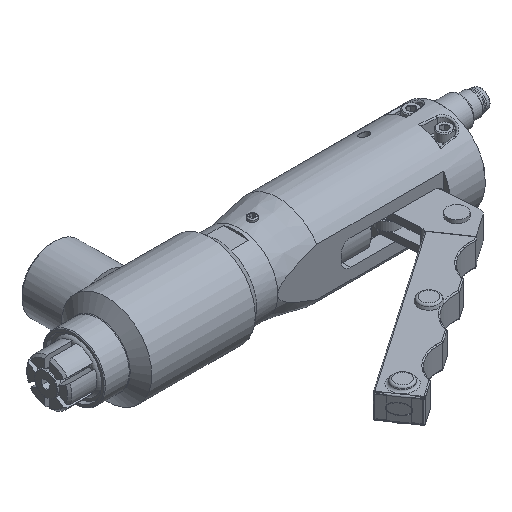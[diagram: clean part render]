
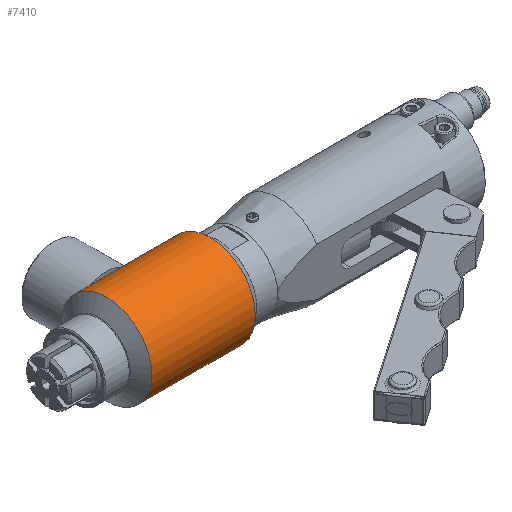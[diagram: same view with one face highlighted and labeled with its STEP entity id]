
A CAD part, isometric view. The second image highlights one B-rep face of the part: STEP entity #7410.
In plain terms, the highlighted cylindrical face has radius 15.875 mm (diameter 31.75 mm), a full revolution.
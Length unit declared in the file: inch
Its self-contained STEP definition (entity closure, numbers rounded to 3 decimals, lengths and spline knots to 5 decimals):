
#97=FACE_BOUND('',#1212,.T.);
#363=CYLINDRICAL_SURFACE('',#8120,0.625);
#464=B_SPLINE_CURVE_WITH_KNOTS('',3,(#12970,#12971,#12972,#12973,#12974,
#12975,#12976,#12977,#12978,#12979,#12980,#12981,#12982,#12983,#12984,#12985,
#12986,#12987),.UNSPECIFIED.,.F.,.F.,(4,2,2,2,2,2,2,2,4),(4.19802,
4.53536,4.98433,5.20881,5.4333,5.65778,
5.88227,6.33124,6.66858),.UNSPECIFIED.);
#465=B_SPLINE_CURVE_WITH_KNOTS('',3,(#12990,#12991,#12992,#12993,#12994,
#12995,#12996,#12997,#12998,#12999,#13000,#13001,#13002,#13003,#13004,#13005,
#13006,#13007),.UNSPECIFIED.,.F.,.F.,(4,2,2,2,2,2,2,2,4),(0.57582,
0.91316,1.36213,1.58661,1.8111,2.03558,
2.26007,2.70904,3.04638),.UNSPECIFIED.);
#771=FACE_OUTER_BOUND('',#1211,.T.);
#1211=EDGE_LOOP('',(#5938,#5939,#5940,#5941,#5942,#5943,#5944));
#1212=EDGE_LOOP('',(#5945,#5946,#5947,#5948));
#1688=CIRCLE('',#8083,0.625);
#1689=CIRCLE('',#8084,0.625);
#1691=CIRCLE('',#8091,0.625);
#1692=CIRCLE('',#8092,0.625);
#1696=CIRCLE('',#8096,0.625);
#2181=LINE('',#12965,#2657);
#2182=LINE('',#12968,#2658);
#2183=LINE('',#12989,#2659);
#2657=VECTOR('',#9810,0.625);
#2658=VECTOR('',#9811,0.3937);
#2659=VECTOR('',#9812,0.3937);
#3266=VERTEX_POINT('',#12894);
#3267=VERTEX_POINT('',#12896);
#3268=VERTEX_POINT('',#12907);
#3269=VERTEX_POINT('',#12908);
#3270=VERTEX_POINT('',#12910);
#3288=VERTEX_POINT('',#12966);
#3289=VERTEX_POINT('',#12967);
#3290=VERTEX_POINT('',#12969);
#3291=VERTEX_POINT('',#12988);
#4177=EDGE_CURVE('',#3266,#3267,#1688,.T.);
#4178=EDGE_CURVE('',#3267,#3266,#1689,.T.);
#4182=EDGE_CURVE('',#3268,#3269,#1691,.T.);
#4183=EDGE_CURVE('',#3270,#3268,#1692,.T.);
#4188=EDGE_CURVE('',#3269,#3270,#1696,.T.);
#4211=EDGE_CURVE('',#3266,#3269,#2181,.T.);
#4212=EDGE_CURVE('',#3288,#3289,#2182,.T.);
#4213=EDGE_CURVE('',#3289,#3290,#464,.T.);
#4214=EDGE_CURVE('',#3290,#3291,#2183,.T.);
#4215=EDGE_CURVE('',#3291,#3288,#465,.T.);
#5938=ORIENTED_EDGE('',*,*,#4178,.F.);
#5939=ORIENTED_EDGE('',*,*,#4177,.F.);
#5940=ORIENTED_EDGE('',*,*,#4211,.T.);
#5941=ORIENTED_EDGE('',*,*,#4188,.T.);
#5942=ORIENTED_EDGE('',*,*,#4183,.T.);
#5943=ORIENTED_EDGE('',*,*,#4182,.T.);
#5944=ORIENTED_EDGE('',*,*,#4211,.F.);
#5945=ORIENTED_EDGE('',*,*,#4212,.T.);
#5946=ORIENTED_EDGE('',*,*,#4213,.T.);
#5947=ORIENTED_EDGE('',*,*,#4214,.T.);
#5948=ORIENTED_EDGE('',*,*,#4215,.T.);
#7410=ADVANCED_FACE('',(#771,#97),#363,.T.);
#8083=AXIS2_PLACEMENT_3D('',#12897,#9724,#9725);
#8084=AXIS2_PLACEMENT_3D('',#12898,#9726,#9727);
#8091=AXIS2_PLACEMENT_3D('',#12909,#9742,#9743);
#8092=AXIS2_PLACEMENT_3D('',#12911,#9744,#9745);
#8096=AXIS2_PLACEMENT_3D('',#12919,#9753,#9754);
#8120=AXIS2_PLACEMENT_3D('',#12964,#9808,#9809);
#9724=DIRECTION('center_axis',(1.,0.,0.));
#9725=DIRECTION('ref_axis',(0.,0.,
-1.));
#9726=DIRECTION('center_axis',(1.,0.,0.));
#9727=DIRECTION('ref_axis',(0.,0.,
-1.));
#9742=DIRECTION('center_axis',(1.,0.,0.));
#9743=DIRECTION('ref_axis',(0.,1.,0.));
#9744=DIRECTION('center_axis',(1.,0.,0.));
#9745=DIRECTION('ref_axis',(0.,1.,0.));
#9753=DIRECTION('center_axis',(1.,0.,0.));
#9754=DIRECTION('ref_axis',(0.,1.,0.));
#9808=DIRECTION('center_axis',(1.,0.,0.));
#9809=DIRECTION('ref_axis',(0.,0.,
-1.));
#9810=DIRECTION('',(-1.,0.,0.));
#9811=DIRECTION('',(-1.,0.,0.));
#9812=DIRECTION('',(1.,0.,0.));
#12894=CARTESIAN_POINT('',(0.04,0.,0.625));
#12896=CARTESIAN_POINT('',(0.04,0.,-0.625));
#12897=CARTESIAN_POINT('Origin',(0.04,0.,
0.));
#12898=CARTESIAN_POINT('Origin',(0.04,0.,
0.));
#12907=CARTESIAN_POINT('',(-1.39299,0.625,0.));
#12908=CARTESIAN_POINT('',(-1.39299,0.,0.625));
#12909=CARTESIAN_POINT('Origin',(-1.39299,0.,
0.));
#12910=CARTESIAN_POINT('',(-1.39299,-0.625,0.));
#12911=CARTESIAN_POINT('Origin',(-1.39299,0.,
0.));
#12919=CARTESIAN_POINT('Origin',(-1.39299,0.,
0.));
#12964=CARTESIAN_POINT('Origin',(-0.1525,0.,
0.));
#12965=CARTESIAN_POINT('',(-0.1525,0.,0.625));
#12966=CARTESIAN_POINT('',(-0.69297,0.485,0.39421));
#12967=CARTESIAN_POINT('',(-1.12703,0.485,0.39421));
#12968=CARTESIAN_POINT('',(-0.869,0.485,0.39421));
#12969=CARTESIAN_POINT('',(-1.12703,0.485,-0.39421));
#12970=CARTESIAN_POINT('Ctrl Pts',(-1.12703,0.485,0.39421));
#12971=CARTESIAN_POINT('Ctrl Pts',(-1.16505,0.50202,
0.37327));
#12972=CARTESIAN_POINT('Ctrl Pts',(-1.19932,0.52085,0.34708));
#12973=CARTESIAN_POINT('Ctrl Pts',(-1.26663,0.56067,
0.27976));
#12974=CARTESIAN_POINT('Ctrl Pts',(-1.30101,0.58372,
0.23065));
#12975=CARTESIAN_POINT('Ctrl Pts',(-1.33606,0.60793,
0.14788));
#12976=CARTESIAN_POINT('Ctrl Pts',(-1.34509,0.61434,
0.11878));
#12977=CARTESIAN_POINT('Ctrl Pts',(-1.35706,0.62287,
0.05957));
#12978=CARTESIAN_POINT('Ctrl Pts',(-1.36,0.625,0.02946));
#12979=CARTESIAN_POINT('Ctrl Pts',(-1.36,0.625,-0.02946));
#12980=CARTESIAN_POINT('Ctrl Pts',(-1.35706,0.62287,
-0.05957));
#12981=CARTESIAN_POINT('Ctrl Pts',(-1.34509,0.61434,
-0.11878));
#12982=CARTESIAN_POINT('Ctrl Pts',(-1.33606,0.60793,
-0.14788));
#12983=CARTESIAN_POINT('Ctrl Pts',(-1.30101,0.58372,
-0.23065));
#12984=CARTESIAN_POINT('Ctrl Pts',(-1.26663,0.56067,
-0.27976));
#12985=CARTESIAN_POINT('Ctrl Pts',(-1.19932,0.52085,-0.34708));
#12986=CARTESIAN_POINT('Ctrl Pts',(-1.16505,0.50202,
-0.37327));
#12987=CARTESIAN_POINT('Ctrl Pts',(-1.12703,0.485,
-0.39421));
#12988=CARTESIAN_POINT('',(-0.69297,0.485,-0.39421));
#12989=CARTESIAN_POINT('',(-0.869,0.485,-0.39421));
#12990=CARTESIAN_POINT('Ctrl Pts',(-0.69297,0.485,
-0.39421));
#12991=CARTESIAN_POINT('Ctrl Pts',(-0.65495,0.50202,
-0.37327));
#12992=CARTESIAN_POINT('Ctrl Pts',(-0.62068,0.52085,
-0.34708));
#12993=CARTESIAN_POINT('Ctrl Pts',(-0.55337,0.56067,
-0.27976));
#12994=CARTESIAN_POINT('Ctrl Pts',(-0.51899,0.58372,
-0.23065));
#12995=CARTESIAN_POINT('Ctrl Pts',(-0.48394,0.60793,
-0.14788));
#12996=CARTESIAN_POINT('Ctrl Pts',(-0.47491,0.61434,
-0.11878));
#12997=CARTESIAN_POINT('Ctrl Pts',(-0.46294,0.62287,
-0.05957));
#12998=CARTESIAN_POINT('Ctrl Pts',(-0.46,0.625,-0.02946));
#12999=CARTESIAN_POINT('Ctrl Pts',(-0.46,0.625,0.02946));
#13000=CARTESIAN_POINT('Ctrl Pts',(-0.46294,0.62287,
0.05957));
#13001=CARTESIAN_POINT('Ctrl Pts',(-0.47491,0.61434,
0.11878));
#13002=CARTESIAN_POINT('Ctrl Pts',(-0.48394,0.60793,
0.14788));
#13003=CARTESIAN_POINT('Ctrl Pts',(-0.51899,0.58372,
0.23065));
#13004=CARTESIAN_POINT('Ctrl Pts',(-0.55337,0.56067,
0.27976));
#13005=CARTESIAN_POINT('Ctrl Pts',(-0.62068,0.52085,
0.34708));
#13006=CARTESIAN_POINT('Ctrl Pts',(-0.65495,0.50202,
0.37327));
#13007=CARTESIAN_POINT('Ctrl Pts',(-0.69297,0.485,
0.39421));
